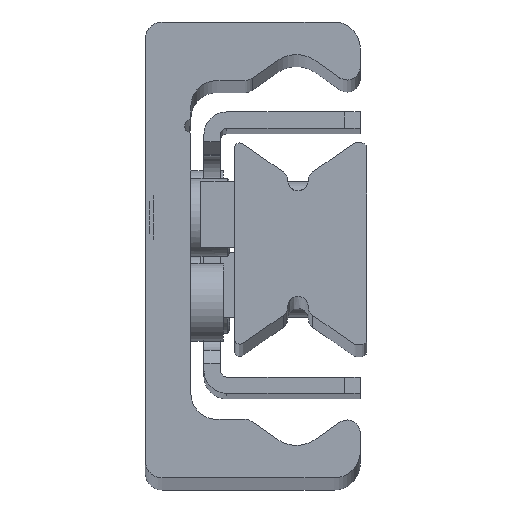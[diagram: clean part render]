
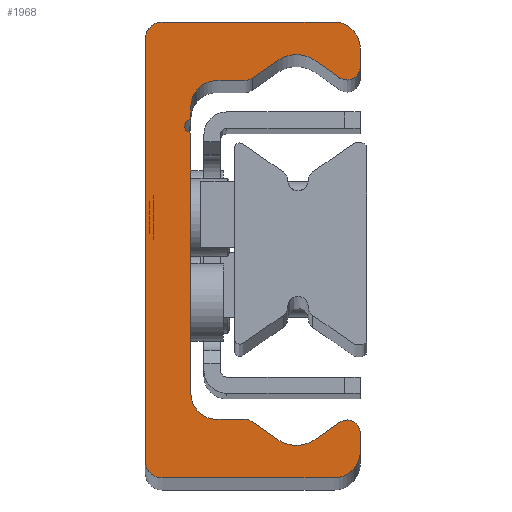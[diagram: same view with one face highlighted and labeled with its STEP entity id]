
A CAD part, top view. The second image highlights one B-rep face of the part: STEP entity #1968.
In plain terms, the highlighted planar face has unit normal (0, 0, 1).
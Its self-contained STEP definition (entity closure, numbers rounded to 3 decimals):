
#938=CARTESIAN_POINT('',(1.299,0.,530.0));
#939=VERTEX_POINT('',#938);
#940=CARTESIAN_POINT('',(-0.001,1.3,530.0));
#941=VERTEX_POINT('',#940);
#942=CARTESIAN_POINT('',(1.299,1.3,530.0));
#943=DIRECTION('',(0.0,0.0,-1.0));
#944=DIRECTION('',(-1.0,0.0,0.0));
#945=AXIS2_PLACEMENT_3D('',#942,#943,#944);
#946=CIRCLE('',#945,1.3);
#947=EDGE_CURVE('',#939,#941,#946,.T.);
#980=CARTESIAN_POINT('',(-0.001,33.7,530.0));
#981=VERTEX_POINT('',#980);
#982=CARTESIAN_POINT('',(-0.001,1.3,530.0));
#983=DIRECTION('',(0.0,1.0,0.0));
#984=VECTOR('',#983,32.4);
#985=LINE('',#982,#984);
#986=EDGE_CURVE('',#941,#981,#985,.T.);
#1044=CARTESIAN_POINT('',(1.299,35.0,530.0));
#1045=VERTEX_POINT('',#1044);
#1046=CARTESIAN_POINT('',(1.299,33.7,530.0));
#1047=DIRECTION('',(0.0,0.0,-1.0));
#1048=DIRECTION('',(0.0,1.0,0.0));
#1049=AXIS2_PLACEMENT_3D('',#1046,#1047,#1048);
#1050=CIRCLE('',#1049,1.3);
#1051=EDGE_CURVE('',#981,#1045,#1050,.T.);
#1077=CARTESIAN_POINT('',(14.499,35.0,530.0));
#1078=VERTEX_POINT('',#1077);
#1079=CARTESIAN_POINT('',(1.299,35.0,530.0));
#1080=DIRECTION('',(1.0,0.0,0.0));
#1081=VECTOR('',#1080,13.2);
#1082=LINE('',#1079,#1081);
#1083=EDGE_CURVE('',#1045,#1078,#1082,.T.);
#1108=CARTESIAN_POINT('',(16.499,33.0,530.0));
#1109=VERTEX_POINT('',#1108);
#1110=CARTESIAN_POINT('',(14.499,33.0,530.0));
#1111=DIRECTION('',(0.0,0.0,-1.0));
#1112=DIRECTION('',(1.0,0.0,0.0));
#1113=AXIS2_PLACEMENT_3D('',#1110,#1111,#1112);
#1114=CIRCLE('',#1113,2.0);
#1115=EDGE_CURVE('',#1078,#1109,#1114,.T.);
#1141=CARTESIAN_POINT('',(16.499,31.542,530.0));
#1142=VERTEX_POINT('',#1141);
#1143=CARTESIAN_POINT('',(16.499,33.0,530.0));
#1144=DIRECTION('',(0.0,-1.0,0.0));
#1145=VECTOR('',#1144,1.458);
#1146=LINE('',#1143,#1145);
#1147=EDGE_CURVE('',#1109,#1142,#1146,.T.);
#1172=CARTESIAN_POINT('',(14.926,30.723,530.0));
#1173=VERTEX_POINT('',#1172);
#1174=CARTESIAN_POINT('',(15.499,31.542,530.0));
#1175=DIRECTION('',(0.0,0.0,-1.));
#1176=DIRECTION('',(-0.574,-0.819,0.0));
#1177=AXIS2_PLACEMENT_3D('',#1174,#1175,#1176);
#1178=CIRCLE('',#1177,1.);
#1179=EDGE_CURVE('',#1142,#1173,#1178,.T.);
#1205=CARTESIAN_POINT('',(13.033,32.048,530.0));
#1206=VERTEX_POINT('',#1205);
#1207=CARTESIAN_POINT('',(14.926,30.723,530.0));
#1208=DIRECTION('',(-0.819,0.574,0.0));
#1209=VECTOR('',#1208,2.31);
#1210=LINE('',#1207,#1209);
#1211=EDGE_CURVE('',#1173,#1206,#1210,.T.);
#1236=CARTESIAN_POINT('',(10.165,32.048,530.0));
#1237=VERTEX_POINT('',#1236);
#1238=CARTESIAN_POINT('',(11.599,30.0,530.0));
#1239=DIRECTION('',(0.0,0.0,1.));
#1240=DIRECTION('',(-0.574,-0.819,0.0));
#1241=AXIS2_PLACEMENT_3D('',#1238,#1239,#1240);
#1242=CIRCLE('',#1241,2.5);
#1243=EDGE_CURVE('',#1206,#1237,#1242,.T.);
#1269=CARTESIAN_POINT('',(8.213,30.681,530.0));
#1270=VERTEX_POINT('',#1269);
#1271=CARTESIAN_POINT('',(10.165,32.048,530.0));
#1272=DIRECTION('',(-0.819,-0.574,0.0));
#1273=VECTOR('',#1272,2.383);
#1274=LINE('',#1271,#1273);
#1275=EDGE_CURVE('',#1237,#1270,#1274,.T.);
#1300=CARTESIAN_POINT('',(7.64,30.5,530.0));
#1301=VERTEX_POINT('',#1300);
#1302=CARTESIAN_POINT('',(7.64,31.5,530.0));
#1303=DIRECTION('',(0.0,0.0,-1.0));
#1304=DIRECTION('',(0.0,-1.0,0.0));
#1305=AXIS2_PLACEMENT_3D('',#1302,#1303,#1304);
#1306=CIRCLE('',#1305,1.0);
#1307=EDGE_CURVE('',#1270,#1301,#1306,.T.);
#1333=CARTESIAN_POINT('',(5.499,30.5,530.0));
#1334=VERTEX_POINT('',#1333);
#1335=CARTESIAN_POINT('',(7.64,30.5,530.0));
#1336=DIRECTION('',(-1.0,0.0,0.0));
#1337=VECTOR('',#1336,2.14);
#1338=LINE('',#1335,#1337);
#1339=EDGE_CURVE('',#1301,#1334,#1338,.T.);
#1364=CARTESIAN_POINT('',(3.499,28.5,530.0));
#1365=VERTEX_POINT('',#1364);
#1366=CARTESIAN_POINT('',(5.499,28.5,530.0));
#1367=DIRECTION('',(0.0,0.0,1.0));
#1368=DIRECTION('',(0.0,-1.0,0.0));
#1369=AXIS2_PLACEMENT_3D('',#1366,#1367,#1368);
#1370=CIRCLE('',#1369,2.0);
#1371=EDGE_CURVE('',#1334,#1365,#1370,.T.);
#1397=CARTESIAN_POINT('',(3.499,27.671,530.0));
#1398=VERTEX_POINT('',#1397);
#1399=CARTESIAN_POINT('',(3.499,28.5,530.0));
#1400=DIRECTION('',(0.0,-1.0,0.0));
#1401=VECTOR('',#1400,0.829);
#1402=LINE('',#1399,#1401);
#1403=EDGE_CURVE('',#1365,#1398,#1402,.T.);
#1428=CARTESIAN_POINT('',(3.357,27.479,530.0));
#1429=VERTEX_POINT('',#1428);
#1430=CARTESIAN_POINT('',(3.299,27.671,530.0));
#1431=DIRECTION('',(0.0,0.0,-1.));
#1432=DIRECTION('',(0.286,-0.958,0.0));
#1433=AXIS2_PLACEMENT_3D('',#1430,#1431,#1432);
#1434=CIRCLE('',#1433,0.2);
#1435=EDGE_CURVE('',#1398,#1429,#1434,.T.);
#1461=CARTESIAN_POINT('',(3.357,26.521,530.0));
#1462=VERTEX_POINT('',#1461);
#1463=CARTESIAN_POINT('',(3.499,27.0,530.0));
#1464=DIRECTION('',(0.0,0.0,1.0));
#1465=DIRECTION('',(0.286,-0.958,0.0));
#1466=AXIS2_PLACEMENT_3D('',#1463,#1464,#1465);
#1467=CIRCLE('',#1466,0.5);
#1468=EDGE_CURVE('',#1429,#1462,#1467,.T.);
#1494=CARTESIAN_POINT('',(3.499,26.329,530.0));
#1495=VERTEX_POINT('',#1494);
#1496=CARTESIAN_POINT('',(3.299,26.329,530.0));
#1497=DIRECTION('',(0.0,0.0,-1.0));
#1498=DIRECTION('',(1.0,0.0,0.0));
#1499=AXIS2_PLACEMENT_3D('',#1496,#1497,#1498);
#1500=CIRCLE('',#1499,0.2);
#1501=EDGE_CURVE('',#1462,#1495,#1500,.T.);
#1527=CARTESIAN_POINT('',(3.499,6.5,530.0));
#1528=VERTEX_POINT('',#1527);
#1529=CARTESIAN_POINT('',(3.499,26.329,530.0));
#1530=DIRECTION('',(0.0,-1.0,0.0));
#1531=VECTOR('',#1530,19.829);
#1532=LINE('',#1529,#1531);
#1533=EDGE_CURVE('',#1495,#1528,#1532,.T.);
#1591=CARTESIAN_POINT('',(5.499,4.5,530.0));
#1592=VERTEX_POINT('',#1591);
#1593=CARTESIAN_POINT('',(5.499,6.5,530.0));
#1594=DIRECTION('',(0.0,0.0,1.0));
#1595=DIRECTION('',(1.0,0.0,0.0));
#1596=AXIS2_PLACEMENT_3D('',#1593,#1594,#1595);
#1597=CIRCLE('',#1596,2.0);
#1598=EDGE_CURVE('',#1528,#1592,#1597,.T.);
#1624=CARTESIAN_POINT('',(7.64,4.5,530.0));
#1625=VERTEX_POINT('',#1624);
#1626=CARTESIAN_POINT('',(5.499,4.5,530.0));
#1627=DIRECTION('',(1.0,0.0,0.0));
#1628=VECTOR('',#1627,2.14);
#1629=LINE('',#1626,#1628);
#1630=EDGE_CURVE('',#1592,#1625,#1629,.T.);
#1655=CARTESIAN_POINT('',(8.213,4.319,530.0));
#1656=VERTEX_POINT('',#1655);
#1657=CARTESIAN_POINT('',(7.64,3.5,530.0));
#1658=DIRECTION('',(0.0,0.0,-1.));
#1659=DIRECTION('',(0.574,0.819,0.0));
#1660=AXIS2_PLACEMENT_3D('',#1657,#1658,#1659);
#1661=CIRCLE('',#1660,1.0);
#1662=EDGE_CURVE('',#1625,#1656,#1661,.T.);
#1688=CARTESIAN_POINT('',(10.165,2.952,530.0));
#1689=VERTEX_POINT('',#1688);
#1690=CARTESIAN_POINT('',(8.213,4.319,530.0));
#1691=DIRECTION('',(0.819,-0.574,0.0));
#1692=VECTOR('',#1691,2.383);
#1693=LINE('',#1690,#1692);
#1694=EDGE_CURVE('',#1656,#1689,#1693,.T.);
#1719=CARTESIAN_POINT('',(13.033,2.952,530.0));
#1720=VERTEX_POINT('',#1719);
#1721=CARTESIAN_POINT('',(11.599,5.,530.0));
#1722=DIRECTION('',(0.0,0.0,1.0));
#1723=DIRECTION('',(0.574,0.819,0.0));
#1724=AXIS2_PLACEMENT_3D('',#1721,#1722,#1723);
#1725=CIRCLE('',#1724,2.5);
#1726=EDGE_CURVE('',#1689,#1720,#1725,.T.);
#1752=CARTESIAN_POINT('',(14.926,4.277,530.0));
#1753=VERTEX_POINT('',#1752);
#1754=CARTESIAN_POINT('',(13.033,2.952,530.0));
#1755=DIRECTION('',(0.819,0.574,0.0));
#1756=VECTOR('',#1755,2.31);
#1757=LINE('',#1754,#1756);
#1758=EDGE_CURVE('',#1720,#1753,#1757,.T.);
#1783=CARTESIAN_POINT('',(16.499,3.458,530.0));
#1784=VERTEX_POINT('',#1783);
#1785=CARTESIAN_POINT('',(15.499,3.458,530.0));
#1786=DIRECTION('',(0.0,0.0,-1.0));
#1787=DIRECTION('',(1.0,0.0,0.0));
#1788=AXIS2_PLACEMENT_3D('',#1785,#1786,#1787);
#1789=CIRCLE('',#1788,1.);
#1790=EDGE_CURVE('',#1753,#1784,#1789,.T.);
#1816=CARTESIAN_POINT('',(16.499,2.,530.0));
#1817=VERTEX_POINT('',#1816);
#1818=CARTESIAN_POINT('',(16.499,3.458,530.0));
#1819=DIRECTION('',(0.0,-1.0,0.0));
#1820=VECTOR('',#1819,1.458);
#1821=LINE('',#1818,#1820);
#1822=EDGE_CURVE('',#1784,#1817,#1821,.T.);
#1847=CARTESIAN_POINT('',(14.499,0.,530.0));
#1848=VERTEX_POINT('',#1847);
#1849=CARTESIAN_POINT('',(14.499,2.,530.0));
#1850=DIRECTION('',(0.0,0.0,-1.0));
#1851=DIRECTION('',(0.0,-1.0,0.0));
#1852=AXIS2_PLACEMENT_3D('',#1849,#1850,#1851);
#1853=CIRCLE('',#1852,2.0);
#1854=EDGE_CURVE('',#1817,#1848,#1853,.T.);
#1880=CARTESIAN_POINT('',(14.499,0.,530.0));
#1881=DIRECTION('',(-1.0,0.0,0.0));
#1882=VECTOR('',#1881,13.2);
#1883=LINE('',#1880,#1882);
#1884=EDGE_CURVE('',#1848,#939,#1883,.T.);
#1933=CARTESIAN_POINT('',(5.933,17.534,530.0));
#1934=DIRECTION('',(0.0,0.0,1.0));
#1935=DIRECTION('',(1.0,0.0,0.0));
#1936=AXIS2_PLACEMENT_3D('',#1933,#1934,#1935);
#1937=PLANE('',#1936);
#1938=ORIENTED_EDGE('',*,*,#947,.F.);
#1939=ORIENTED_EDGE('',*,*,#1884,.F.);
#1940=ORIENTED_EDGE('',*,*,#1854,.F.);
#1941=ORIENTED_EDGE('',*,*,#1822,.F.);
#1942=ORIENTED_EDGE('',*,*,#1790,.F.);
#1943=ORIENTED_EDGE('',*,*,#1758,.F.);
#1944=ORIENTED_EDGE('',*,*,#1726,.F.);
#1945=ORIENTED_EDGE('',*,*,#1694,.F.);
#1946=ORIENTED_EDGE('',*,*,#1662,.F.);
#1947=ORIENTED_EDGE('',*,*,#1630,.F.);
#1948=ORIENTED_EDGE('',*,*,#1598,.F.);
#1949=ORIENTED_EDGE('',*,*,#1533,.F.);
#1950=ORIENTED_EDGE('',*,*,#1501,.F.);
#1951=ORIENTED_EDGE('',*,*,#1468,.F.);
#1952=ORIENTED_EDGE('',*,*,#1435,.F.);
#1953=ORIENTED_EDGE('',*,*,#1403,.F.);
#1954=ORIENTED_EDGE('',*,*,#1371,.F.);
#1955=ORIENTED_EDGE('',*,*,#1339,.F.);
#1956=ORIENTED_EDGE('',*,*,#1307,.F.);
#1957=ORIENTED_EDGE('',*,*,#1275,.F.);
#1958=ORIENTED_EDGE('',*,*,#1243,.F.);
#1959=ORIENTED_EDGE('',*,*,#1211,.F.);
#1960=ORIENTED_EDGE('',*,*,#1179,.F.);
#1961=ORIENTED_EDGE('',*,*,#1147,.F.);
#1962=ORIENTED_EDGE('',*,*,#1115,.F.);
#1963=ORIENTED_EDGE('',*,*,#1083,.F.);
#1964=ORIENTED_EDGE('',*,*,#1051,.F.);
#1965=ORIENTED_EDGE('',*,*,#986,.F.);
#1966=EDGE_LOOP('',(#1938,#1939,#1940,#1941,#1942,#1943,#1944,#1945,#1946,#1947,#1948,#1949,#1950,#1951,#1952,#1953,#1954,#1955,#1956,#1957,#1958,#1959,#1960,#1961,#1962,#1963,#1964,#1965));
#1967=FACE_OUTER_BOUND('',#1966,.T.);
#1968=ADVANCED_FACE('',(#1967),#1937,.T.);
